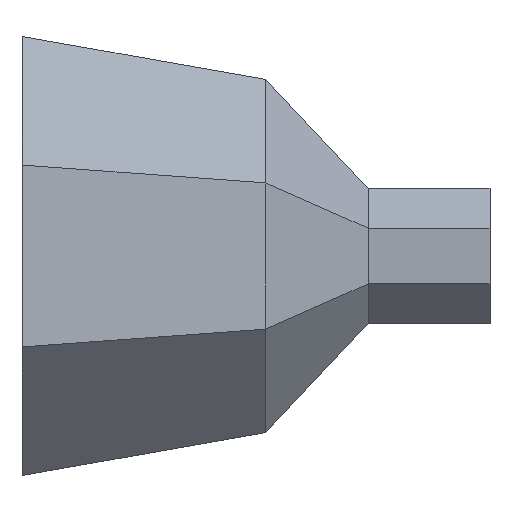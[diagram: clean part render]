
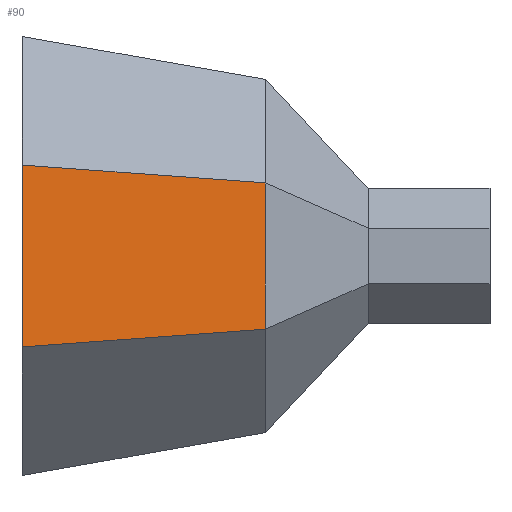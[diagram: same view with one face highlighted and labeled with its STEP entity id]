
A CAD part, left-side view. The second image highlights one B-rep face of the part: STEP entity #90.
In plain terms, the highlighted planar face has unit normal (-0.985, -0.174, 0).
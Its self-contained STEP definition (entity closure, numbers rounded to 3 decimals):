
#90=ADVANCED_FACE('',(#170),#666,.T.);
#170=FACE_OUTER_BOUND('',#250,.F.);
#250=EDGE_LOOP('',(#530,#531,#532,#533,#534));
#530=ORIENTED_EDGE('',*,*,#852,.T.);
#531=ORIENTED_EDGE('',*,*,#833,.T.);
#532=ORIENTED_EDGE('',*,*,#784,.F.);
#533=ORIENTED_EDGE('',*,*,#785,.F.);
#534=ORIENTED_EDGE('',*,*,#835,.F.);
#666=PLANE('',#1399);
#784=EDGE_CURVE('',#1266,#1279,#952,.T.);
#785=EDGE_CURVE('',#1267,#1266,#953,.T.);
#833=EDGE_CURVE('',#1242,#1279,#1001,.T.);
#835=EDGE_CURVE('',#1240,#1267,#1003,.T.);
#852=EDGE_CURVE('',#1240,#1242,#1020,.T.);
#952=LINE('',#1971,#1120);
#953=LINE('',#1972,#1121);
#1001=LINE('',#2020,#1169);
#1003=LINE('',#2022,#1171);
#1020=LINE('',#2039,#1188);
#1120=VECTOR('',#1578,1.436);
#1121=VECTOR('',#1579,34.565);
#1169=VECTOR('',#1627,60.824);
#1171=VECTOR('',#1629,60.824);
#1188=VECTOR('',#1646,44.735);
#1240=VERTEX_POINT('',#1899);
#1242=VERTEX_POINT('',#1901);
#1266=VERTEX_POINT('',#1925);
#1267=VERTEX_POINT('',#1926);
#1279=VERTEX_POINT('',#1938);
#1399=AXIS2_PLACEMENT_3D('',#2084,#1722,#1723);
#1578=DIRECTION('',(0.,0.,1.));
#1579=DIRECTION('',(0.,0.,1.));
#1627=DIRECTION('',(0.173,-0.982,-0.072));
#1629=DIRECTION('',(0.173,-0.982,0.072));
#1646=DIRECTION('',(0.,0.,1.));
#1722=DIRECTION('',(-0.985,-0.174,0.));
#1723=DIRECTION('',(0.,0.,1.));
#1899=CARTESIAN_POINT('',(106.553,321.553,-52.368));
#1901=CARTESIAN_POINT('',(106.553,321.553,-7.632));
#1925=CARTESIAN_POINT('',(117.096,261.809,-13.436));
#1926=CARTESIAN_POINT('',(117.096,261.809,-48.));
#1938=CARTESIAN_POINT('',(117.096,261.809,-12.));
#1971=CARTESIAN_POINT('',(117.096,261.809,-13.436));
#1972=CARTESIAN_POINT('',(117.096,261.809,-48.));
#2020=CARTESIAN_POINT('',(106.553,321.553,-7.632));
#2022=CARTESIAN_POINT('',(106.553,321.553,-52.368));
#2039=CARTESIAN_POINT('',(106.553,321.553,-52.368));
#2084=CARTESIAN_POINT('',(104.94,330.695,-503.426));
